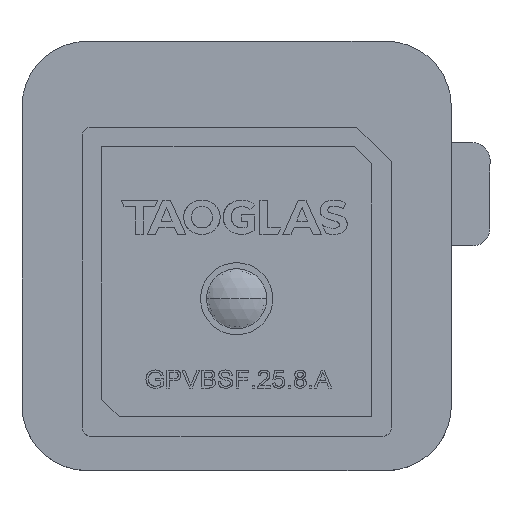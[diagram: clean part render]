
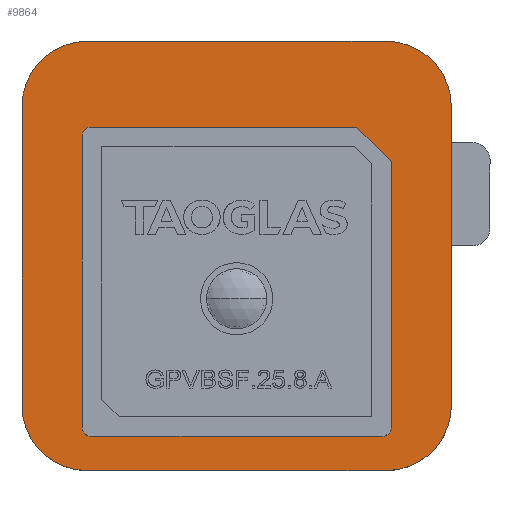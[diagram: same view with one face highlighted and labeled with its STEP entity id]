
A CAD part, top view. The second image highlights one B-rep face of the part: STEP entity #9864.
In plain terms, the highlighted planar face has unit normal (0, 0, 1).
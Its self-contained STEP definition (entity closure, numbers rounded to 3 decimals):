
#1 = VERTEX_POINT ( 'NONE', #9106 ) ;
#255 = LINE ( 'NONE', #7880, #12594 ) ;
#852 = CARTESIAN_POINT ( 'NONE',  ( 8.701, -6.2, 0. ) ) ;
#893 = VERTEX_POINT ( 'NONE', #14774 ) ;
#986 = PLANE ( 'NONE',  #1199 ) ;
#1016 = EDGE_CURVE ( 'NONE', #9869, #3906, #17286, .T. ) ;
#1024 = CIRCLE ( 'NONE', #12548, 3.8 ) ;
#1145 = DIRECTION ( 'NONE',  ( 0., 0., 1. ) ) ;
#1199 = AXIS2_PLACEMENT_3D ( 'NONE', #14557, #13345, #8522 ) ;
#1227 = AXIS2_PLACEMENT_3D ( 'NONE', #17752, #16064, #6679 ) ;
#1983 = CARTESIAN_POINT ( 'NONE',  ( 8.701, -6.2, 0. ) ) ;
#2091 = DIRECTION ( 'NONE',  ( 0., 0., 1. ) ) ;
#2446 = DIRECTION ( 'NONE',  ( 0., -1., 0. ) ) ;
#2512 = FACE_OUTER_BOUND ( 'NONE', #13950, .T. ) ;
#2779 = CARTESIAN_POINT ( 'NONE',  ( 8.7, 15., 0. ) ) ;
#3110 = VERTEX_POINT ( 'NONE', #8694 ) ;
#3392 = ORIENTED_EDGE ( 'NONE', *, *, #13584, .T. ) ;
#3906 = VERTEX_POINT ( 'NONE', #19406 ) ;
#4266 = CIRCLE ( 'NONE', #15850, 3.8 ) ;
#5224 = CIRCLE ( 'NONE', #16505, 3.8 ) ;
#5499 = LINE ( 'NONE', #19533, #16195 ) ;
#6437 = VERTEX_POINT ( 'NONE', #18889 ) ;
#6489 = CARTESIAN_POINT ( 'NONE',  ( -8.7, 11.2, 0. ) ) ;
#6544 = ORIENTED_EDGE ( 'NONE', *, *, #10474, .T. ) ;
#6679 = DIRECTION ( 'NONE',  ( 1., 0., 0. ) ) ;
#7118 = CARTESIAN_POINT ( 'NONE',  ( -8.701, -10., 0. ) ) ;
#7880 = CARTESIAN_POINT ( 'NONE',  ( -12.5, 11.2, 0. ) ) ;
#7889 = ORIENTED_EDGE ( 'NONE', *, *, #13835, .T. ) ;
#7899 = DIRECTION ( 'NONE',  ( 1., 0., 0. ) ) ;
#8522 = DIRECTION ( 'NONE',  ( 1., 0., 0. ) ) ;
#8671 = DIRECTION ( 'NONE',  ( 1., 0., 0. ) ) ;
#8676 = ORIENTED_EDGE ( 'NONE', *, *, #17820, .T. ) ;
#8694 = CARTESIAN_POINT ( 'NONE',  ( 12.501, -6.2, 0. ) ) ;
#8918 = CIRCLE ( 'NONE', #1227, 3.8 ) ;
#9106 = CARTESIAN_POINT ( 'NONE',  ( -12.501, -6.2, 0. ) ) ;
#9186 = EDGE_CURVE ( 'NONE', #3906, #3110, #9515, .T. ) ;
#9504 = DIRECTION ( 'NONE',  ( 0., 0., 1. ) ) ;
#9515 = CIRCLE ( 'NONE', #18873, 3.8 ) ;
#9864 = ADVANCED_FACE ( 'NONE', ( #2512 ), #986, .T. ) ;
#9869 = VERTEX_POINT ( 'NONE', #7118 ) ;
#9916 = CARTESIAN_POINT ( 'NONE',  ( 12.501, -6.2, 0. ) ) ;
#10474 = EDGE_CURVE ( 'NONE', #1, #9869, #8918, .T. ) ;
#10657 = VERTEX_POINT ( 'NONE', #10800 ) ;
#10719 = VECTOR ( 'NONE', #10844, 1000. ) ;
#10800 = CARTESIAN_POINT ( 'NONE',  ( -8.7, 15., 0. ) ) ;
#10844 = DIRECTION ( 'NONE',  ( -1., 0., 0. ) ) ;
#11097 = CARTESIAN_POINT ( 'NONE',  ( -8.701, -10., 0. ) ) ;
#11756 = CARTESIAN_POINT ( 'NONE',  ( 8.7, 11.2, 0. ) ) ;
#11851 = DIRECTION ( 'NONE',  ( 1., 0., 0. ) ) ;
#12056 = EDGE_CURVE ( 'NONE', #10657, #6437, #5224, .T. ) ;
#12446 = LINE ( 'NONE', #18816, #10719 ) ;
#12521 = ORIENTED_EDGE ( 'NONE', *, *, #9186, .T. ) ;
#12548 = AXIS2_PLACEMENT_3D ( 'NONE', #11756, #13477, #11851 ) ;
#12594 = VECTOR ( 'NONE', #2446, 1000. ) ;
#13149 = DIRECTION ( 'NONE',  ( 0., 1., 0. ) ) ;
#13345 = DIRECTION ( 'NONE',  ( 0., 0., 1. ) ) ;
#13477 = DIRECTION ( 'NONE',  ( 0., 0., 1. ) ) ;
#13584 = EDGE_CURVE ( 'NONE', #3110, #19849, #4266, .T. ) ;
#13835 = EDGE_CURVE ( 'NONE', #19849, #893, #5499, .T. ) ;
#13950 = EDGE_LOOP ( 'NONE', ( #12521, #3392, #7889, #15713, #16644, #18265, #8676, #6544, #18239 ) ) ;
#14337 = DIRECTION ( 'NONE',  ( 1., 0., 0. ) ) ;
#14557 = CARTESIAN_POINT ( 'NONE',  ( 8.701, -6.2, 0. ) ) ;
#14774 = CARTESIAN_POINT ( 'NONE',  ( 12.5, 11.2, 0. ) ) ;
#15060 = EDGE_CURVE ( 'NONE', #18320, #10657, #12446, .T. ) ;
#15713 = ORIENTED_EDGE ( 'NONE', *, *, #16697, .T. ) ;
#15850 = AXIS2_PLACEMENT_3D ( 'NONE', #852, #1145, #8671 ) ;
#16064 = DIRECTION ( 'NONE',  ( 0., 0., 1. ) ) ;
#16195 = VECTOR ( 'NONE', #13149, 1000. ) ;
#16505 = AXIS2_PLACEMENT_3D ( 'NONE', #6489, #9504, #14337 ) ;
#16644 = ORIENTED_EDGE ( 'NONE', *, *, #15060, .T. ) ;
#16697 = EDGE_CURVE ( 'NONE', #893, #18320, #1024, .T. ) ;
#17286 = LINE ( 'NONE', #11097, #18859 ) ;
#17752 = CARTESIAN_POINT ( 'NONE',  ( -8.701, -6.2, 0. ) ) ;
#17820 = EDGE_CURVE ( 'NONE', #6437, #1, #255, .T. ) ;
#18239 = ORIENTED_EDGE ( 'NONE', *, *, #1016, .T. ) ;
#18265 = ORIENTED_EDGE ( 'NONE', *, *, #12056, .T. ) ;
#18320 = VERTEX_POINT ( 'NONE', #2779 ) ;
#18517 = DIRECTION ( 'NONE',  ( 1., 0., 0. ) ) ;
#18816 = CARTESIAN_POINT ( 'NONE',  ( 8.7, 15., 0. ) ) ;
#18859 = VECTOR ( 'NONE', #7899, 1000. ) ;
#18873 = AXIS2_PLACEMENT_3D ( 'NONE', #1983, #2091, #18517 ) ;
#18889 = CARTESIAN_POINT ( 'NONE',  ( -12.5, 11.2, 0. ) ) ;
#19406 = CARTESIAN_POINT ( 'NONE',  ( 8.701, -10., 0. ) ) ;
#19533 = CARTESIAN_POINT ( 'NONE',  ( 12.501, -6.2, 0. ) ) ;
#19849 = VERTEX_POINT ( 'NONE', #9916 ) ;
